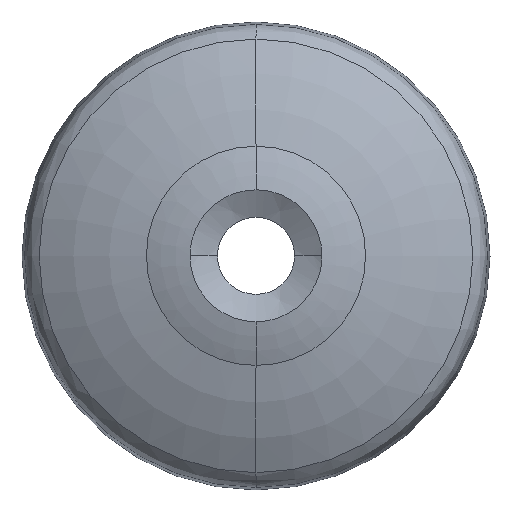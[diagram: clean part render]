
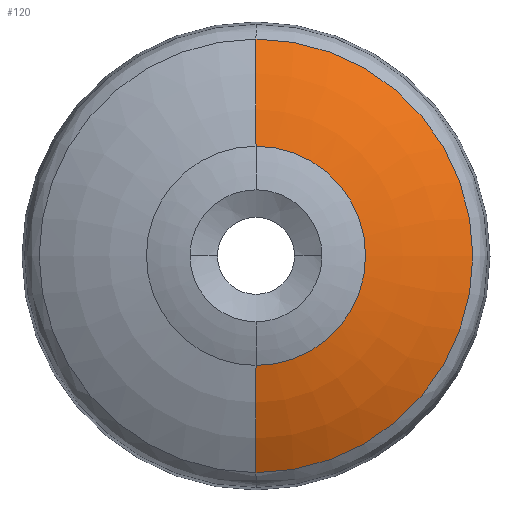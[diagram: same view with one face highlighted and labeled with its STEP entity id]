
A CAD part, top view. The second image highlights one B-rep face of the part: STEP entity #120.
In plain terms, the highlighted toroidal (fillet/blend) face has major radius 6.414 mm and minor radius 60 mm.
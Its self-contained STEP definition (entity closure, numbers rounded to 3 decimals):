
#1 = CARTESIAN_POINT ( 'NONE',  ( 0., 0., 8.886 ) ) ;
#18 = DIRECTION ( 'NONE',  ( 0., 0., 1. ) ) ;
#96 = AXIS2_PLACEMENT_3D ( 'NONE', #510, #626, #454 ) ;
#120 = ADVANCED_FACE ( 'NONE', ( #825 ), #564, .T. ) ;
#140 = EDGE_CURVE ( 'NONE', #1164, #1070, #440, .T. ) ;
#159 = AXIS2_PLACEMENT_3D ( 'NONE', #1, #188, #867 ) ;
#188 = DIRECTION ( 'NONE',  ( 0., 0., -1. ) ) ;
#247 = EDGE_CURVE ( 'NONE', #1164, #659, #925, .T. ) ;
#290 = AXIS2_PLACEMENT_3D ( 'NONE', #1193, #428, #819 ) ;
#357 = ORIENTED_EDGE ( 'NONE', *, *, #247, .T. ) ;
#366 = AXIS2_PLACEMENT_3D ( 'NONE', #521, #1002, #892 ) ;
#428 = DIRECTION ( 'NONE',  ( 1., 0., 0. ) ) ;
#440 = CIRCLE ( 'NONE', #159, 36.597 ) ;
#454 = DIRECTION ( 'NONE',  ( 0., -1., 0. ) ) ;
#460 = VERTEX_POINT ( 'NONE', #863 ) ;
#510 = CARTESIAN_POINT ( 'NONE',  ( 0., 0., -42.97 ) ) ;
#515 = CARTESIAN_POINT ( 'NONE',  ( 0., -36.597, 8.886 ) ) ;
#521 = CARTESIAN_POINT ( 'NONE',  ( 0., 0., 15.8 ) ) ;
#550 = CIRCLE ( 'NONE', #918, 60. ) ;
#564 = TOROIDAL_SURFACE ( 'NONE', #96, 6.414, 60. ) ;
#595 = ORIENTED_EDGE ( 'NONE', *, *, #140, .F. ) ;
#600 = DIRECTION ( 'NONE',  ( -1., 0., 0. ) ) ;
#609 = EDGE_CURVE ( 'NONE', #1070, #460, #550, .T. ) ;
#626 = DIRECTION ( 'NONE',  ( 0., 0., 1. ) ) ;
#659 = VERTEX_POINT ( 'NONE', #714 ) ;
#714 = CARTESIAN_POINT ( 'NONE',  ( 0., 18.5, 15.8 ) ) ;
#731 = CIRCLE ( 'NONE', #366, 18.5 ) ;
#762 = ORIENTED_EDGE ( 'NONE', *, *, #609, .F. ) ;
#819 = DIRECTION ( 'NONE',  ( 0., 0., -1. ) ) ;
#825 = FACE_OUTER_BOUND ( 'NONE', #827, .T. ) ;
#827 = EDGE_LOOP ( 'NONE', ( #595, #357, #852, #762 ) ) ;
#852 = ORIENTED_EDGE ( 'NONE', *, *, #1056, .F. ) ;
#863 = CARTESIAN_POINT ( 'NONE',  ( 0., -18.5, 15.8 ) ) ;
#867 = DIRECTION ( 'NONE',  ( 0., 1., 0. ) ) ;
#883 = CARTESIAN_POINT ( 'NONE',  ( 0., -6.414, -42.97 ) ) ;
#892 = DIRECTION ( 'NONE',  ( 0., -1., 0. ) ) ;
#918 = AXIS2_PLACEMENT_3D ( 'NONE', #883, #600, #18 ) ;
#925 = CIRCLE ( 'NONE', #290, 60. ) ;
#1002 = DIRECTION ( 'NONE',  ( 0., 0., 1. ) ) ;
#1056 = EDGE_CURVE ( 'NONE', #460, #659, #731, .T. ) ;
#1062 = CARTESIAN_POINT ( 'NONE',  ( 0., 36.597, 8.886 ) ) ;
#1070 = VERTEX_POINT ( 'NONE', #515 ) ;
#1164 = VERTEX_POINT ( 'NONE', #1062 ) ;
#1193 = CARTESIAN_POINT ( 'NONE',  ( 0., 6.414, -42.97 ) ) ;
